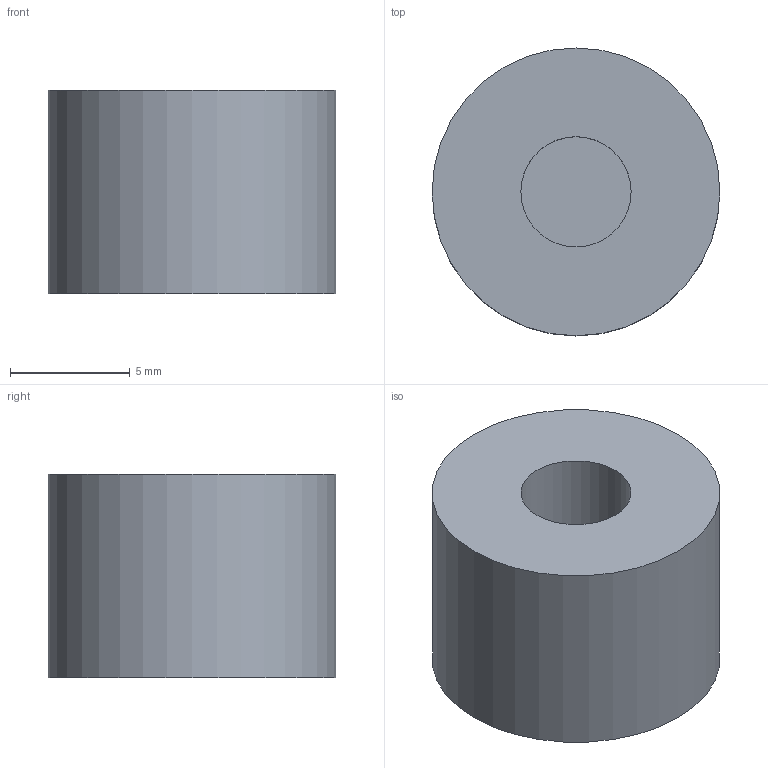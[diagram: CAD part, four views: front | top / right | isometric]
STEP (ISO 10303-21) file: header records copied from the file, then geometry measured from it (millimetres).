
FILE_DESCRIPTION(('FreeCAD Model'),'2;1');
FILE_NAME('Fusion.step', '2019-12-02T02:13:16',('kicad StepUp'),('ksu MCAD'), 'Open CASCADE STEP processor 7.3','FreeCAD','Unknown');
FILE_SCHEMA(('AUTOMOTIVE_DESIGN { 1 0 10303 214 1 1 1 1 }'));
Length unit declared in the file: millimetre
Products named in the file (1): Fusion
Bounding box: 12 x 12 x 8.5 mm (x, y, z)
Volume: 903.2 mm3; surface area: 597.2 mm2
Topology: 1 solids, 1 shells, 7 faces, 8 edges, 6 vertices
Faces by surface type: plane 5, cylinder 2
Full cylindrical faces by diameter (mm): 4.6 x1, 12 x1
Entity records: 206 total; most frequent: DIRECTION 30, CARTESIAN_POINT 22, ORIENTED_EDGE 16, AXIS2_PLACEMENT_3D 14, FACE_BOUND 10, EDGE_LOOP 10, EDGE_CURVE 8, ADVANCED_FACE 7
